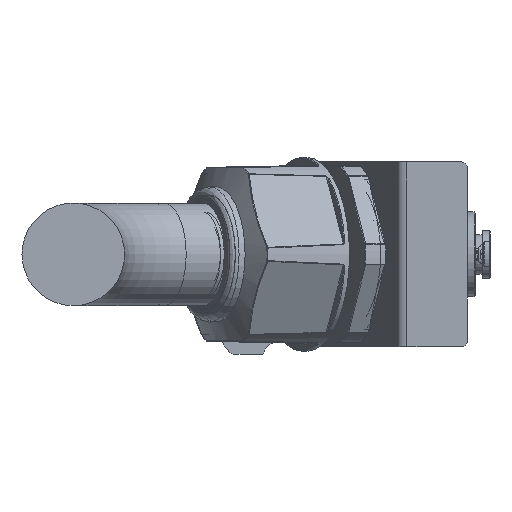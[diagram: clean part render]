
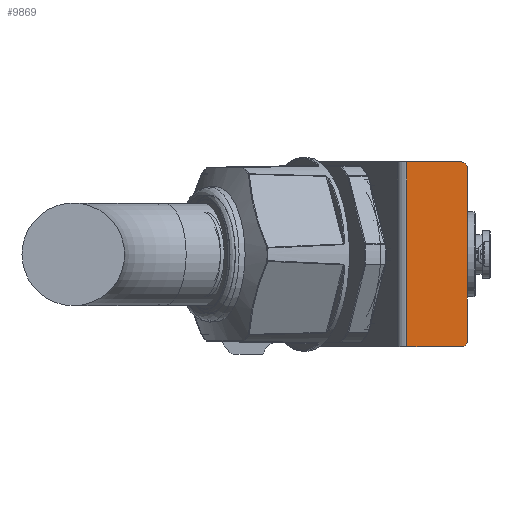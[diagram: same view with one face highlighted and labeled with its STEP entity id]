
A CAD part, left-side view. The second image highlights one B-rep face of the part: STEP entity #9869.
In plain terms, the highlighted planar face has unit normal (-1, 0, 0).
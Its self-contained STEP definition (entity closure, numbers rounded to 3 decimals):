
#252 = ORIENTED_EDGE ( 'NONE', *, *, #9279, .T. ) ;
#1078 = LINE ( 'NONE', #5098, #1185 ) ;
#1185 = VECTOR ( 'NONE', #6809, 1000. ) ;
#1949 = FACE_OUTER_BOUND ( 'NONE', #4510, .T. ) ;
#2169 = LINE ( 'NONE', #8536, #5212 ) ;
#2332 = CARTESIAN_POINT ( 'NONE',  ( -660.588, 0., -55.372 ) ) ;
#2335 = CIRCLE ( 'NONE', #9229, 1.714 ) ;
#2412 = VERTEX_POINT ( 'NONE', #4761 ) ;
#2474 = ORIENTED_EDGE ( 'NONE', *, *, #3911, .T. ) ;
#2688 = PLANE ( 'NONE',  #2876 ) ;
#2876 = AXIS2_PLACEMENT_3D ( 'NONE', #5182, #8369, #4404 ) ;
#3077 = LINE ( 'NONE', #2332, #8758 ) ;
#3331 = ORIENTED_EDGE ( 'NONE', *, *, #6288, .T. ) ;
#3485 = VERTEX_POINT ( 'NONE', #6710 ) ;
#3795 = CARTESIAN_POINT ( 'NONE',  ( -660.588, 1.714, -1.714 ) ) ;
#3845 = CARTESIAN_POINT ( 'NONE',  ( -660.588, 18.078, -55.372 ) ) ;
#3911 = EDGE_CURVE ( 'NONE', #2412, #5883, #5035, .T. ) ;
#4218 = CARTESIAN_POINT ( 'NONE',  ( -660.588, 18.078, -55.372 ) ) ;
#4320 = DIRECTION ( 'NONE',  ( 0., 0., 1. ) ) ;
#4396 = ORIENTED_EDGE ( 'NONE', *, *, #5838, .F. ) ;
#4404 = DIRECTION ( 'NONE',  ( 0., 0., 1. ) ) ;
#4510 = EDGE_LOOP ( 'NONE', ( #252, #6588, #3331, #2474, #8449, #4396 ) ) ;
#4761 = CARTESIAN_POINT ( 'NONE',  ( -660.588, 0., -1.714 ) ) ;
#4842 = EDGE_CURVE ( 'NONE', #3485, #5883, #2169, .T. ) ;
#5035 = CIRCLE ( 'NONE', #10392, 1.714 ) ;
#5098 = CARTESIAN_POINT ( 'NONE',  ( -660.588, 0., -55.372 ) ) ;
#5182 = CARTESIAN_POINT ( 'NONE',  ( -660.588, 0., -55.372 ) ) ;
#5212 = VECTOR ( 'NONE', #6964, 1000. ) ;
#5437 = CARTESIAN_POINT ( 'NONE',  ( -660.588, 0., -53.658 ) ) ;
#5838 = EDGE_CURVE ( 'NONE', #10270, #3485, #8178, .T. ) ;
#5883 = VERTEX_POINT ( 'NONE', #7503 ) ;
#5960 = EDGE_CURVE ( 'NONE', #10062, #9965, #2335, .T. ) ;
#6288 = EDGE_CURVE ( 'NONE', #9965, #2412, #1078, .T. ) ;
#6292 = DIRECTION ( 'NONE',  ( 0., -1., 0. ) ) ;
#6588 = ORIENTED_EDGE ( 'NONE', *, *, #5960, .T. ) ;
#6710 = CARTESIAN_POINT ( 'NONE',  ( -660.588, 18.078, 0. ) ) ;
#6809 = DIRECTION ( 'NONE',  ( 0., 0., 1. ) ) ;
#6964 = DIRECTION ( 'NONE',  ( 0., -1., 0. ) ) ;
#7095 = DIRECTION ( 'NONE',  ( 0., 0., 1. ) ) ;
#7395 = DIRECTION ( 'NONE',  ( 0., 0., 1. ) ) ;
#7503 = CARTESIAN_POINT ( 'NONE',  ( -660.588, 1.714, 0. ) ) ;
#7878 = DIRECTION ( 'NONE',  ( -1., 0., 0. ) ) ;
#8148 = CARTESIAN_POINT ( 'NONE',  ( -660.588, 1.714, -55.372 ) ) ;
#8178 = LINE ( 'NONE', #4218, #8554 ) ;
#8290 = DIRECTION ( 'NONE',  ( -1., 0., 0. ) ) ;
#8369 = DIRECTION ( 'NONE',  ( -1., 0., 0. ) ) ;
#8449 = ORIENTED_EDGE ( 'NONE', *, *, #4842, .F. ) ;
#8536 = CARTESIAN_POINT ( 'NONE',  ( -660.588, 0., 0. ) ) ;
#8554 = VECTOR ( 'NONE', #7395, 1000. ) ;
#8758 = VECTOR ( 'NONE', #6292, 1000. ) ;
#9229 = AXIS2_PLACEMENT_3D ( 'NONE', #9875, #8290, #4320 ) ;
#9279 = EDGE_CURVE ( 'NONE', #10270, #10062, #3077, .T. ) ;
#9869 = ADVANCED_FACE ( 'NONE', ( #1949 ), #2688, .T. ) ;
#9875 = CARTESIAN_POINT ( 'NONE',  ( -660.588, 1.714, -53.658 ) ) ;
#9965 = VERTEX_POINT ( 'NONE', #5437 ) ;
#10062 = VERTEX_POINT ( 'NONE', #8148 ) ;
#10270 = VERTEX_POINT ( 'NONE', #3845 ) ;
#10392 = AXIS2_PLACEMENT_3D ( 'NONE', #3795, #7878, #7095 ) ;
